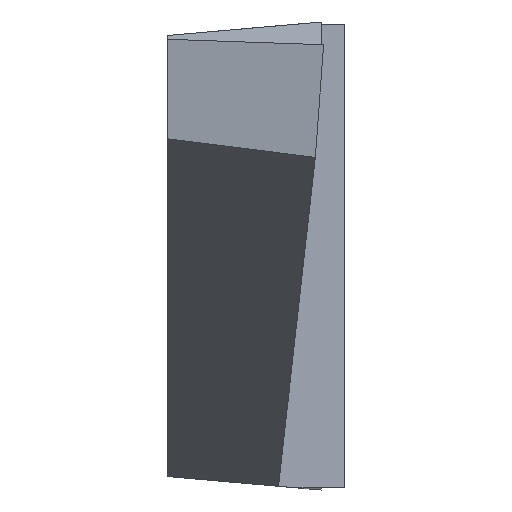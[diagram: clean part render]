
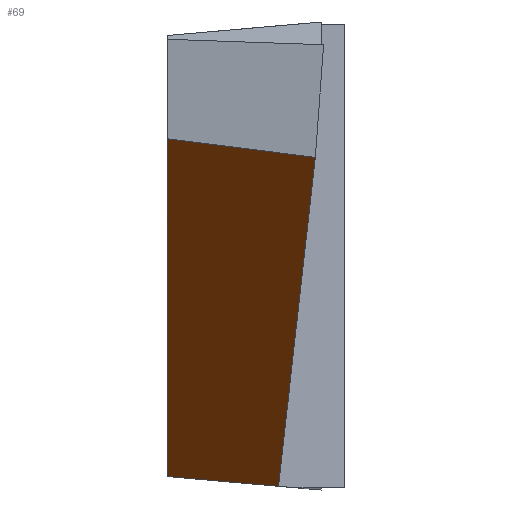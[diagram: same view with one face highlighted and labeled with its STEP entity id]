
A CAD part, front view. The second image highlights one B-rep face of the part: STEP entity #69.
In plain terms, the highlighted planar face has unit normal (-0.087, -0.64, -0.763).
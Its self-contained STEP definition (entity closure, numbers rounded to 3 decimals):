
#69=ADVANCED_FACE('',(#112),#94,.F.);
#94=PLANE('',#516);
#112=FACE_OUTER_BOUND('',#130,.T.);
#130=EDGE_LOOP('',(#178,#179,#180,#181));
#178=ORIENTED_EDGE('',*,*,#338,.T.);
#179=ORIENTED_EDGE('',*,*,#339,.F.);
#180=ORIENTED_EDGE('',*,*,#340,.F.);
#181=ORIENTED_EDGE('',*,*,#341,.T.);
#294=VERTEX_POINT('',#727);
#295=VERTEX_POINT('',#728);
#296=VERTEX_POINT('',#730);
#297=VERTEX_POINT('',#732);
#338=EDGE_CURVE('',#294,#295,#397,.T.);
#339=EDGE_CURVE('',#296,#295,#398,.T.);
#340=EDGE_CURVE('',#297,#296,#399,.T.);
#341=EDGE_CURVE('',#297,#294,#400,.T.);
#397=LINE('',#726,#447);
#398=LINE('',#729,#448);
#399=LINE('',#731,#449);
#400=LINE('',#733,#450);
#447=VECTOR('',#577,1.);
#448=VECTOR('',#578,1.);
#449=VECTOR('',#579,1.);
#450=VECTOR('',#580,1.);
#516=AXIS2_PLACEMENT_3D('',#734,#581,#582);
#577=DIRECTION('',(0.996,-0.032,-0.087));
#578=DIRECTION('',(-0.071,0.768,-0.636));
#579=DIRECTION('',(0.992,0.013,-0.124));
#580=DIRECTION('',(0.,0.766,-0.643));
#581=DIRECTION('',(0.087,0.64,0.763));
#582=DIRECTION('',(0.,-0.766,0.643));
#726=CARTESIAN_POINT('',(-3.902,-5.091,-3.887));
#727=CARTESIAN_POINT('',(-3.18,-5.114,-3.95));
#728=CARTESIAN_POINT('',(-1.188,-5.178,-4.124));
#729=CARTESIAN_POINT('',(-1.542,-1.362,-7.285));
#730=CARTESIAN_POINT('',(-0.528,-12.288,1.766));
#731=CARTESIAN_POINT('',(-2.054,-12.308,1.958));
#732=CARTESIAN_POINT('',(-3.18,-12.323,2.099));
#733=CARTESIAN_POINT('',(-3.18,5.614,-12.952));
#734=CARTESIAN_POINT('',(-3.33,-1.36,-7.083));
